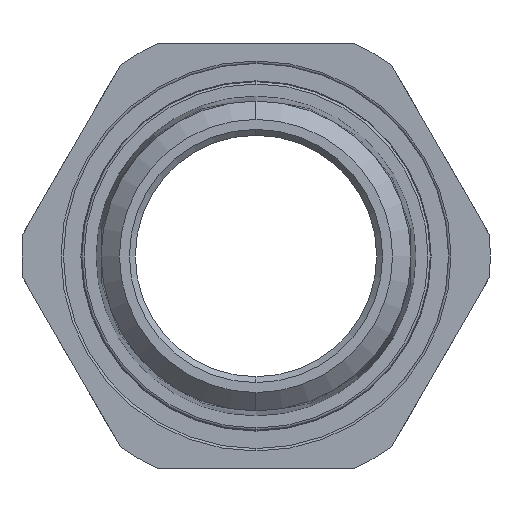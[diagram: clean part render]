
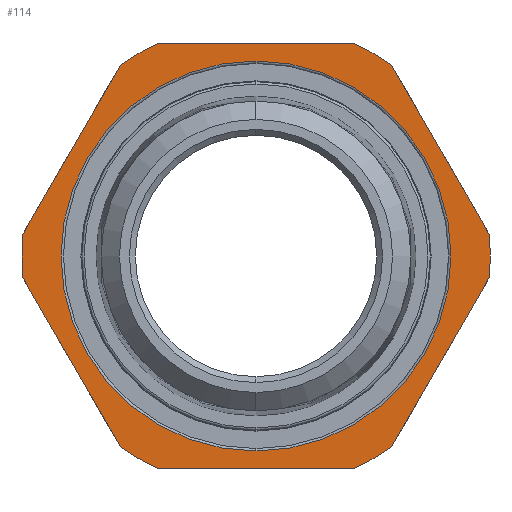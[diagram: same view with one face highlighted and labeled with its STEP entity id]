
A CAD part, left-side view. The second image highlights one B-rep face of the part: STEP entity #114.
In plain terms, the highlighted planar face has unit normal (-1, 0, 0).
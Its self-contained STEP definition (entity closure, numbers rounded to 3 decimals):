
#21 = ORIENTED_EDGE ( 'NONE', *, *, #1160, .T. ) ;
#29 = EDGE_CURVE ( 'NONE', #52, #2020, #1275, .T. ) ;
#52 = VERTEX_POINT ( 'NONE', #587 ) ;
#55 = DIRECTION ( 'NONE',  ( -1., 0., 0. ) ) ;
#114 = ADVANCED_FACE ( 'NONE', ( #601, #659 ), #803, .T. ) ;
#151 = CARTESIAN_POINT ( 'NONE',  ( 20.5, 19.603, -1.846 ) ) ;
#195 = AXIS2_PLACEMENT_3D ( 'NONE', #2647, #1421, #198 ) ;
#197 = EDGE_LOOP ( 'NONE', ( #422, #1505 ) ) ;
#198 = DIRECTION ( 'NONE',  ( 0., 0., 1. ) ) ;
#272 = VERTEX_POINT ( 'NONE', #2329 ) ;
#278 = DIRECTION ( 'NONE',  ( -1., 0., 0. ) ) ;
#288 = VERTEX_POINT ( 'NONE', #890 ) ;
#294 = AXIS2_PLACEMENT_3D ( 'NONE', #2063, #2470, #1232 ) ;
#318 = EDGE_CURVE ( 'NONE', #2139, #888, #1855, .T. ) ;
#339 = DIRECTION ( 'NONE',  ( 0., 1., 0. ) ) ;
#387 = CIRCLE ( 'NONE', #1905, 19.69 ) ;
#408 = LINE ( 'NONE', #1696, #1431 ) ;
#420 = CARTESIAN_POINT ( 'NONE',  ( 20.5, 8.203, 17.9 ) ) ;
#422 = ORIENTED_EDGE ( 'NONE', *, *, #580, .T. ) ;
#446 = VERTEX_POINT ( 'NONE', #151 ) ;
#481 = ORIENTED_EDGE ( 'NONE', *, *, #795, .T. ) ;
#509 = DIRECTION ( 'NONE',  ( -1., 0., 0. ) ) ;
#528 = EDGE_CURVE ( 'NONE', #696, #2084, #2571, .T. ) ;
#550 = AXIS2_PLACEMENT_3D ( 'NONE', #1908, #670, #2116 ) ;
#552 = VERTEX_POINT ( 'NONE', #772 ) ;
#580 = EDGE_CURVE ( 'NONE', #2020, #52, #1961, .T. ) ;
#587 = CARTESIAN_POINT ( 'NONE',  ( 20.5, 0., -16.4 ) ) ;
#600 = DIRECTION ( 'NONE',  ( 1., 0., 0. ) ) ;
#601 = FACE_BOUND ( 'NONE', #197, .T. ) ;
#659 = FACE_OUTER_BOUND ( 'NONE', #827, .T. ) ;
#670 = DIRECTION ( 'NONE',  ( -1., 0., 0. ) ) ;
#696 = VERTEX_POINT ( 'NONE', #1651 ) ;
#737 = EDGE_CURVE ( 'NONE', #817, #2501, #2111, .T. ) ;
#772 = CARTESIAN_POINT ( 'NONE',  ( 20.5, 19.603, 1.846 ) ) ;
#774 = ORIENTED_EDGE ( 'NONE', *, *, #737, .T. ) ;
#795 = EDGE_CURVE ( 'NONE', #552, #446, #878, .T. ) ;
#803 = PLANE ( 'NONE',  #294 ) ;
#805 = VECTOR ( 'NONE', #1956, 1000. ) ;
#817 = VERTEX_POINT ( 'NONE', #2531 ) ;
#827 = EDGE_LOOP ( 'NONE', ( #2252, #1992, #1995, #774, #2151, #1383, #2631, #2240, #1049, #481, #1568, #21 ) ) ;
#878 = CIRCLE ( 'NONE', #550, 19.69 ) ;
#888 = VERTEX_POINT ( 'NONE', #2552 ) ;
#890 = CARTESIAN_POINT ( 'NONE',  ( 20.5, 8.203, -17.9 ) ) ;
#919 = CARTESIAN_POINT ( 'NONE',  ( 20.5, 0., 0. ) ) ;
#932 = CARTESIAN_POINT ( 'NONE',  ( 20.5, -8.203, 17.9 ) ) ;
#943 = VERTEX_POINT ( 'NONE', #2157 ) ;
#985 = CARTESIAN_POINT ( 'NONE',  ( 20.5, 0., 16.4 ) ) ;
#1049 = ORIENTED_EDGE ( 'NONE', *, *, #1820, .T. ) ;
#1064 = LINE ( 'NONE', #1326, #2106 ) ;
#1122 = DIRECTION ( 'NONE',  ( 0., 0., 1. ) ) ;
#1160 = EDGE_CURVE ( 'NONE', #272, #288, #387, .T. ) ;
#1188 = DIRECTION ( 'NONE',  ( -1., 0., 0. ) ) ;
#1226 = EDGE_CURVE ( 'NONE', #2501, #943, #1064, .T. ) ;
#1230 = VECTOR ( 'NONE', #1983, 1000. ) ;
#1232 = DIRECTION ( 'NONE',  ( 0., 0., 1. ) ) ;
#1263 = CARTESIAN_POINT ( 'NONE',  ( 20.5, 0., 0. ) ) ;
#1275 = CIRCLE ( 'NONE', #2000, 16.4 ) ;
#1324 = EDGE_CURVE ( 'NONE', #1351, #2139, #1991, .T. ) ;
#1326 = CARTESIAN_POINT ( 'NONE',  ( 20.5, -15.502, 8.95 ) ) ;
#1330 = CARTESIAN_POINT ( 'NONE',  ( 20.5, 0., -17.9 ) ) ;
#1351 = VERTEX_POINT ( 'NONE', #932 ) ;
#1370 = LINE ( 'NONE', #1330, #805 ) ;
#1383 = ORIENTED_EDGE ( 'NONE', *, *, #2622, .T. ) ;
#1421 = DIRECTION ( 'NONE',  ( 1., 0., 0. ) ) ;
#1431 = VECTOR ( 'NONE', #1502, 1000. ) ;
#1476 = DIRECTION ( 'NONE',  ( 0., 0., 1. ) ) ;
#1493 = VECTOR ( 'NONE', #339, 1000. ) ;
#1499 = CARTESIAN_POINT ( 'NONE',  ( 20.5, 0., 0. ) ) ;
#1502 = DIRECTION ( 'NONE',  ( 0., -0.5, -0.866 ) ) ;
#1505 = ORIENTED_EDGE ( 'NONE', *, *, #29, .T. ) ;
#1545 = DIRECTION ( 'NONE',  ( 0., 0.5, -0.866 ) ) ;
#1555 = CARTESIAN_POINT ( 'NONE',  ( 20.5, 0., 17.9 ) ) ;
#1568 = ORIENTED_EDGE ( 'NONE', *, *, #2315, .T. ) ;
#1651 = CARTESIAN_POINT ( 'NONE',  ( 20.5, -8.203, -17.9 ) ) ;
#1696 = CARTESIAN_POINT ( 'NONE',  ( 20.5, 15.502, -8.95 ) ) ;
#1700 = DIRECTION ( 'NONE',  ( 0., 0., 1. ) ) ;
#1728 = CARTESIAN_POINT ( 'NONE',  ( 20.5, 0., 0. ) ) ;
#1733 = AXIS2_PLACEMENT_3D ( 'NONE', #919, #2361, #1122 ) ;
#1784 = LINE ( 'NONE', #2591, #1230 ) ;
#1812 = EDGE_CURVE ( 'NONE', #288, #696, #1370, .T. ) ;
#1820 = EDGE_CURVE ( 'NONE', #888, #552, #1913, .T. ) ;
#1832 = CARTESIAN_POINT ( 'NONE',  ( 20.5, 0., 0. ) ) ;
#1844 = VECTOR ( 'NONE', #1545, 1000. ) ;
#1855 = CIRCLE ( 'NONE', #2349, 19.69 ) ;
#1902 = EDGE_CURVE ( 'NONE', #2084, #817, #1784, .T. ) ;
#1905 = AXIS2_PLACEMENT_3D ( 'NONE', #1499, #278, #1700 ) ;
#1908 = CARTESIAN_POINT ( 'NONE',  ( 20.5, 0., 0. ) ) ;
#1913 = LINE ( 'NONE', #2156, #1844 ) ;
#1943 = DIRECTION ( 'NONE',  ( 0., 0., 1. ) ) ;
#1947 = DIRECTION ( 'NONE',  ( 0., 0.5, 0.866 ) ) ;
#1956 = DIRECTION ( 'NONE',  ( 0., -1., 0. ) ) ;
#1961 = CIRCLE ( 'NONE', #195, 16.4 ) ;
#1983 = DIRECTION ( 'NONE',  ( 0., -0.5, 0.866 ) ) ;
#1991 = LINE ( 'NONE', #1555, #1493 ) ;
#1992 = ORIENTED_EDGE ( 'NONE', *, *, #528, .T. ) ;
#1995 = ORIENTED_EDGE ( 'NONE', *, *, #1902, .T. ) ;
#2000 = AXIS2_PLACEMENT_3D ( 'NONE', #1832, #600, #2043 ) ;
#2020 = VERTEX_POINT ( 'NONE', #985 ) ;
#2043 = DIRECTION ( 'NONE',  ( 0., 0., 1. ) ) ;
#2063 = CARTESIAN_POINT ( 'NONE',  ( 20.5, 0., -13.45 ) ) ;
#2084 = VERTEX_POINT ( 'NONE', #2648 ) ;
#2106 = VECTOR ( 'NONE', #1947, 1000. ) ;
#2111 = CIRCLE ( 'NONE', #2526, 19.69 ) ;
#2116 = DIRECTION ( 'NONE',  ( 0., 0., 1. ) ) ;
#2139 = VERTEX_POINT ( 'NONE', #420 ) ;
#2151 = ORIENTED_EDGE ( 'NONE', *, *, #1226, .T. ) ;
#2156 = CARTESIAN_POINT ( 'NONE',  ( 20.5, 15.502, 8.95 ) ) ;
#2157 = CARTESIAN_POINT ( 'NONE',  ( 20.5, -11.4, 16.054 ) ) ;
#2159 = AXIS2_PLACEMENT_3D ( 'NONE', #2419, #1188, #2638 ) ;
#2240 = ORIENTED_EDGE ( 'NONE', *, *, #318, .T. ) ;
#2252 = ORIENTED_EDGE ( 'NONE', *, *, #1812, .T. ) ;
#2312 = CARTESIAN_POINT ( 'NONE',  ( 20.5, -19.603, 1.846 ) ) ;
#2315 = EDGE_CURVE ( 'NONE', #446, #272, #408, .T. ) ;
#2329 = CARTESIAN_POINT ( 'NONE',  ( 20.5, 11.4, -16.054 ) ) ;
#2349 = AXIS2_PLACEMENT_3D ( 'NONE', #1728, #509, #1943 ) ;
#2357 = CIRCLE ( 'NONE', #1733, 19.69 ) ;
#2361 = DIRECTION ( 'NONE',  ( -1., 0., 0. ) ) ;
#2419 = CARTESIAN_POINT ( 'NONE',  ( 20.5, 0., 0. ) ) ;
#2470 = DIRECTION ( 'NONE',  ( -1., 0., 0. ) ) ;
#2501 = VERTEX_POINT ( 'NONE', #2312 ) ;
#2526 = AXIS2_PLACEMENT_3D ( 'NONE', #1263, #55, #1476 ) ;
#2531 = CARTESIAN_POINT ( 'NONE',  ( 20.5, -19.603, -1.846 ) ) ;
#2552 = CARTESIAN_POINT ( 'NONE',  ( 20.5, 11.4, 16.054 ) ) ;
#2571 = CIRCLE ( 'NONE', #2159, 19.69 ) ;
#2591 = CARTESIAN_POINT ( 'NONE',  ( 20.5, -15.502, -8.95 ) ) ;
#2622 = EDGE_CURVE ( 'NONE', #943, #1351, #2357, .T. ) ;
#2631 = ORIENTED_EDGE ( 'NONE', *, *, #1324, .T. ) ;
#2638 = DIRECTION ( 'NONE',  ( 0., 0., 1. ) ) ;
#2647 = CARTESIAN_POINT ( 'NONE',  ( 20.5, 0., 0. ) ) ;
#2648 = CARTESIAN_POINT ( 'NONE',  ( 20.5, -11.4, -16.054 ) ) ;
